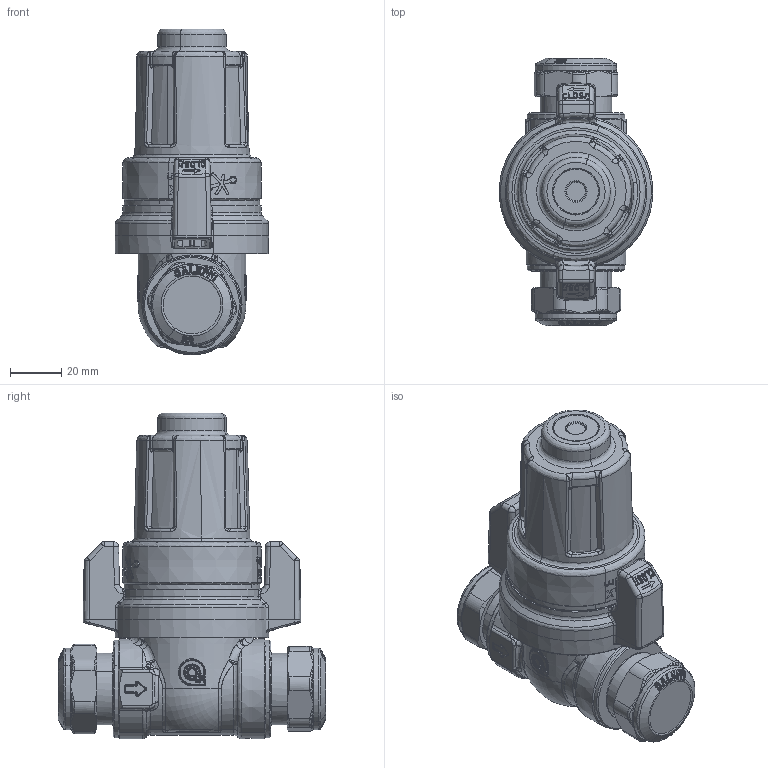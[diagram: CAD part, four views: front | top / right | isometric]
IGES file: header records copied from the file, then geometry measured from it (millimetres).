
Start section: START RECORD GO HERE.
Global section: file name: IGES_545912_-_TST.igs; native system: DASSAULT SYSTEMES CATIA Version 5-6 Release 2019 - www.3ds.com; preprocessor: V5-6R2019_5.29.3.0.06-20-2019.20.00; author: advantage; organization: CALEFFI; date: 20220822.161718; units: millimetre
Bounding box: 59.81 x 104.36 x 127.1 mm (x, y, z)
Surface area: 37107.9 mm2 (no closed solid volume)
Topology: 0 solids, 0 shells, 2905 faces, 13994 edges, 13804 vertices
Faces by surface type: bspline 1466, revolution 804, plane 353, extrusion 282
